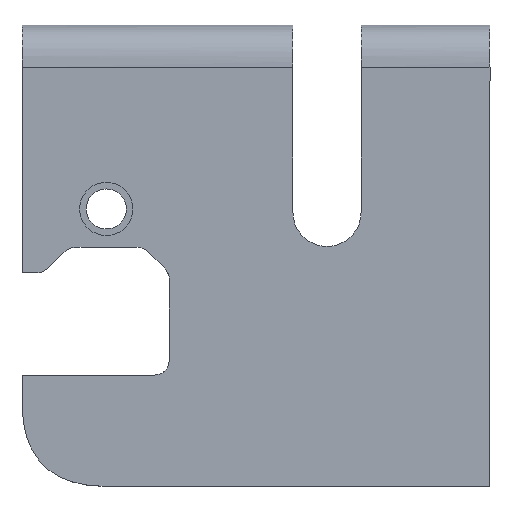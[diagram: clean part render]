
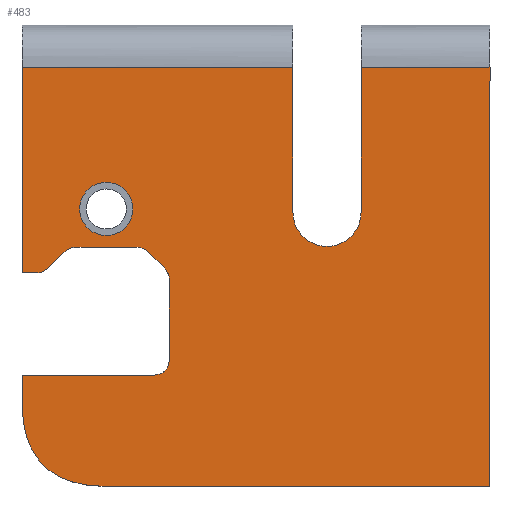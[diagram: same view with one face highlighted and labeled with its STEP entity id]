
A CAD part, top view. The second image highlights one B-rep face of the part: STEP entity #483.
In plain terms, the highlighted planar face has unit normal (0, 0, 1).
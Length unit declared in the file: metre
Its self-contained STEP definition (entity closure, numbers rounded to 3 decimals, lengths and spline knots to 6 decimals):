
#23=LINE('',#745,#68);
#26=LINE('',#752,#71);
#28=LINE('',#761,#73);
#32=LINE('',#768,#77);
#33=LINE('',#780,#78);
#35=LINE('',#789,#80);
#41=LINE('',#818,#86);
#43=LINE('',#821,#88);
#45=LINE('',#824,#90);
#47=LINE('',#827,#92);
#48=LINE('',#829,#93);
#51=LINE('',#834,#96);
#53=LINE('',#838,#98);
#55=LINE('',#854,#100);
#68=VECTOR('',#547,1.);
#71=VECTOR('',#552,1.);
#73=VECTOR('',#556,1.);
#77=VECTOR('',#562,1.);
#78=VECTOR('',#569,1.);
#80=VECTOR('',#573,1.);
#86=VECTOR('',#581,1.);
#88=VECTOR('',#585,1.);
#90=VECTOR('',#589,1.);
#92=VECTOR('',#593,1.);
#93=VECTOR('',#596,1.);
#96=VECTOR('',#601,1.);
#98=VECTOR('',#605,1.);
#100=VECTOR('',#607,1.);
#103=B_SPLINE_CURVE_WITH_KNOTS('',3,(#642,#643,#644,#645),.UNSPECIFIED.,
 .F.,.F.,(4,4),(0.,1.),.UNSPECIFIED.);
#105=B_SPLINE_CURVE_WITH_KNOTS('',3,(#664,#665,#666,#667),.UNSPECIFIED.,
 .F.,.F.,(4,4),(0.,1.),.UNSPECIFIED.);
#107=B_SPLINE_CURVE_WITH_KNOTS('',3,(#686,#687,#688,#689),.UNSPECIFIED.,
 .F.,.F.,(4,4),(0.,1.),.UNSPECIFIED.);
#109=B_SPLINE_CURVE_WITH_KNOTS('',3,(#708,#709,#710,#711),.UNSPECIFIED.,
 .F.,.F.,(4,4),(0.,1.),.UNSPECIFIED.);
#111=B_SPLINE_CURVE_WITH_KNOTS('',3,(#730,#731,#732,#733),.UNSPECIFIED.,
 .F.,.F.,(4,4),(0.,1.),.UNSPECIFIED.);
#115=B_SPLINE_CURVE_WITH_KNOTS('',3,(#805,#806,#807,#808),.UNSPECIFIED.,
 .F.,.F.,(4,4),(0.,1.),.UNSPECIFIED.);
#239=ORIENTED_EDGE('',*,*,#322,.T.);
#240=ORIENTED_EDGE('',*,*,#276,.T.);
#241=ORIENTED_EDGE('',*,*,#319,.T.);
#242=ORIENTED_EDGE('',*,*,#268,.T.);
#243=ORIENTED_EDGE('',*,*,#318,.T.);
#244=ORIENTED_EDGE('',*,*,#272,.T.);
#245=ORIENTED_EDGE('',*,*,#316,.T.);
#246=ORIENTED_EDGE('',*,*,#280,.T.);
#247=ORIENTED_EDGE('',*,*,#298,.T.);
#248=ORIENTED_EDGE('',*,*,#284,.T.);
#249=ORIENTED_EDGE('',*,*,#294,.T.);
#250=ORIENTED_EDGE('',*,*,#312,.T.);
#251=ORIENTED_EDGE('',*,*,#308,.F.);
#252=ORIENTED_EDGE('',*,*,#304,.T.);
#253=ORIENTED_EDGE('',*,*,#314,.T.);
#254=ORIENTED_EDGE('',*,*,#301,.T.);
#255=ORIENTED_EDGE('',*,*,#291,.F.);
#256=ORIENTED_EDGE('',*,*,#300,.F.);
#257=ORIENTED_EDGE('',*,*,#288,.T.);
#258=ORIENTED_EDGE('',*,*,#327,.T.);
#259=ORIENTED_EDGE('',*,*,#324,.T.);
#260=ORIENTED_EDGE('',*,*,#265,.F.);
#265=EDGE_CURVE('',#332,#332,#378,.T.);
#268=EDGE_CURVE('',#336,#335,#103,.T.);
#272=EDGE_CURVE('',#340,#339,#105,.T.);
#276=EDGE_CURVE('',#344,#343,#107,.T.);
#280=EDGE_CURVE('',#348,#347,#109,.T.);
#284=EDGE_CURVE('',#352,#351,#111,.T.);
#288=EDGE_CURVE('',#356,#355,#23,.T.);
#291=EDGE_CURVE('',#358,#359,#26,.T.);
#294=EDGE_CURVE('',#351,#361,#28,.T.);
#298=EDGE_CURVE('',#347,#352,#32,.T.);
#300=EDGE_CURVE('',#356,#358,#380,.T.);
#301=EDGE_CURVE('',#363,#359,#33,.T.);
#304=EDGE_CURVE('',#365,#366,#35,.T.);
#308=EDGE_CURVE('',#365,#369,#115,.T.);
#312=EDGE_CURVE('',#361,#369,#41,.T.);
#314=EDGE_CURVE('',#366,#363,#43,.T.);
#316=EDGE_CURVE('',#339,#348,#45,.T.);
#318=EDGE_CURVE('',#335,#340,#47,.T.);
#319=EDGE_CURVE('',#343,#336,#48,.T.);
#322=EDGE_CURVE('',#372,#344,#51,.T.);
#324=EDGE_CURVE('',#373,#372,#53,.T.);
#327=EDGE_CURVE('',#355,#373,#55,.T.);
#332=VERTEX_POINT('',#625);
#335=VERTEX_POINT('',#641);
#336=VERTEX_POINT('',#646);
#339=VERTEX_POINT('',#663);
#340=VERTEX_POINT('',#668);
#343=VERTEX_POINT('',#685);
#344=VERTEX_POINT('',#690);
#347=VERTEX_POINT('',#707);
#348=VERTEX_POINT('',#712);
#351=VERTEX_POINT('',#729);
#352=VERTEX_POINT('',#734);
#355=VERTEX_POINT('',#744);
#356=VERTEX_POINT('',#746);
#358=VERTEX_POINT('',#751);
#359=VERTEX_POINT('',#753);
#361=VERTEX_POINT('',#762);
#363=VERTEX_POINT('',#781);
#365=VERTEX_POINT('',#790);
#366=VERTEX_POINT('',#791);
#369=VERTEX_POINT('',#809);
#372=VERTEX_POINT('',#835);
#373=VERTEX_POINT('',#839);
#378=CIRCLE('',#502,0.003125);
#380=CIRCLE('',#509,0.004);
#409=EDGE_LOOP('',(#239,#240,#241,#242,#243,#244,#245,#246,#247,#248,#249,
#250,#251,#252,#253,#254,#255,#256,#257,#258,#259));
#410=EDGE_LOOP('',(#260));
#440=FACE_BOUND('',#409,.T.);
#441=FACE_BOUND('',#410,.T.);
#458=PLANE('',#520);
#483=ADVANCED_FACE('',(#440,#441),#458,.T.);
#502=AXIS2_PLACEMENT_3D('',#624,#532,#533);
#509=AXIS2_PLACEMENT_3D('',#771,#567,#568);
#520=AXIS2_PLACEMENT_3D('',#859,#613,#614);
#532=DIRECTION('',(0.,0.,1.));
#533=DIRECTION('',(1.,0.,0.));
#547=DIRECTION('',(0.,1.,0.));
#552=DIRECTION('',(0.,1.,0.));
#556=DIRECTION('',(-1.,0.,0.));
#562=DIRECTION('',(0.,-1.,0.));
#567=DIRECTION('',(0.,0.,1.));
#568=DIRECTION('',(1.,0.,0.));
#569=DIRECTION('',(-1.,0.,0.));
#573=DIRECTION('',(1.,0.,0.));
#581=DIRECTION('',(0.,-1.,0.));
#585=DIRECTION('',(0.,1.,0.));
#589=DIRECTION('',(0.707,-0.707,0.));
#593=DIRECTION('',(1.,0.,0.));
#596=DIRECTION('',(0.707,0.707,0.));
#601=DIRECTION('',(1.,0.,0.));
#605=DIRECTION('',(0.,-1.,0.));
#607=DIRECTION('',(-1.,0.,0.));
#613=DIRECTION('',(0.,0.,1.));
#614=DIRECTION('',(1.,0.,0.));
#624=CARTESIAN_POINT('',(-0.02589,-0.02705,-0.228931));
#625=CARTESIAN_POINT('',(-0.022765,-0.02705,-0.228931));
#641=CARTESIAN_POINT('',(-0.029451,-0.03155,-0.228931));
#642=CARTESIAN_POINT('',(-0.030865,-0.032136,-0.228931));
#643=CARTESIAN_POINT('',(-0.030475,-0.031745,-0.228931));
#644=CARTESIAN_POINT('',(-0.030003,-0.03155,-0.228931));
#645=CARTESIAN_POINT('',(-0.029451,-0.03155,-0.228931));
#646=CARTESIAN_POINT('',(-0.030865,-0.032136,-0.228931));
#663=CARTESIAN_POINT('',(-0.020914,-0.032136,-0.228931));
#664=CARTESIAN_POINT('',(-0.022328,-0.03155,-0.228931));
#665=CARTESIAN_POINT('',(-0.021776,-0.03155,-0.228931));
#666=CARTESIAN_POINT('',(-0.021305,-0.031745,-0.228931));
#667=CARTESIAN_POINT('',(-0.020914,-0.032136,-0.228931));
#668=CARTESIAN_POINT('',(-0.022328,-0.03155,-0.228931));
#685=CARTESIAN_POINT('',(-0.032694,-0.033964,-0.228931));
#686=CARTESIAN_POINT('',(-0.034108,-0.03455,-0.228931));
#687=CARTESIAN_POINT('',(-0.033555,-0.03455,-0.228931));
#688=CARTESIAN_POINT('',(-0.033084,-0.034355,-0.228931));
#689=CARTESIAN_POINT('',(-0.032694,-0.033964,-0.228931));
#690=CARTESIAN_POINT('',(-0.034108,-0.03455,-0.228931));
#707=CARTESIAN_POINT('',(-0.0185,-0.035378,-0.228931));
#708=CARTESIAN_POINT('',(-0.019086,-0.033964,-0.228931));
#709=CARTESIAN_POINT('',(-0.018695,-0.034355,-0.228931));
#710=CARTESIAN_POINT('',(-0.0185,-0.034826,-0.228931));
#711=CARTESIAN_POINT('',(-0.0185,-0.035378,-0.228931));
#712=CARTESIAN_POINT('',(-0.019086,-0.033964,-0.228931));
#729=CARTESIAN_POINT('',(-0.0205,-0.04655,-0.228931));
#730=CARTESIAN_POINT('',(-0.0185,-0.04455,-0.228931));
#731=CARTESIAN_POINT('',(-0.0185,-0.045883,-0.228931));
#732=CARTESIAN_POINT('',(-0.019167,-0.04655,-0.228931));
#733=CARTESIAN_POINT('',(-0.0205,-0.04655,-0.228931));
#734=CARTESIAN_POINT('',(-0.0185,-0.04455,-0.228931));
#744=CARTESIAN_POINT('',(-0.004,-0.01045,-0.228931));
#745=CARTESIAN_POINT('',(-0.004,-0.011267,-0.228931));
#746=CARTESIAN_POINT('',(-0.004,-0.02745,-0.228931));
#751=CARTESIAN_POINT('',(0.004,-0.02745,-0.228931));
#752=CARTESIAN_POINT('',(0.004,-0.012698,-0.228931));
#753=CARTESIAN_POINT('',(0.004,-0.01045,-0.228931));
#761=CARTESIAN_POINT('',(-0.02714,-0.04655,-0.228931));
#762=CARTESIAN_POINT('',(-0.035779,-0.04655,-0.228931));
#768=CARTESIAN_POINT('',(-0.0185,-0.038054,-0.228931));
#771=CARTESIAN_POINT('',(0.,-0.02745,-0.228931));
#780=CARTESIAN_POINT('',(0.01156,-0.01045,-0.228931));
#781=CARTESIAN_POINT('',(0.019121,-0.01045,-0.228931));
#789=CARTESIAN_POINT('',(-0.004815,-0.05961,-0.228931));
#790=CARTESIAN_POINT('',(-0.025779,-0.05961,-0.228931));
#791=CARTESIAN_POINT('',(0.019121,-0.05961,-0.228931));
#805=CARTESIAN_POINT('',(-0.025779,-0.05961,-0.228931));
#806=CARTESIAN_POINT('',(-0.032446,-0.05961,-0.228931));
#807=CARTESIAN_POINT('',(-0.035779,-0.056277,-0.228931));
#808=CARTESIAN_POINT('',(-0.035779,-0.04961,-0.228931));
#809=CARTESIAN_POINT('',(-0.035779,-0.04961,-0.228931));
#818=CARTESIAN_POINT('',(-0.035779,0.00999,-0.228931));
#821=CARTESIAN_POINT('',(0.019121,-0.024181,-0.228931));
#824=CARTESIAN_POINT('',(-0.028882,-0.024168,-0.228931));
#827=CARTESIAN_POINT('',(-0.0357,-0.03155,-0.228931));
#829=CARTESIAN_POINT('',(-0.020247,-0.021518,-0.228931));
#834=CARTESIAN_POINT('',(-0.0357,-0.03455,-0.228931));
#835=CARTESIAN_POINT('',(-0.035779,-0.03455,-0.228931));
#838=CARTESIAN_POINT('',(-0.035779,0.00999,-0.228931));
#839=CARTESIAN_POINT('',(-0.035779,-0.01045,-0.228931));
#854=CARTESIAN_POINT('',(-0.01989,-0.01045,-0.228931));
#859=CARTESIAN_POINT('',(-0.001184,-0.03543,-0.228931));
